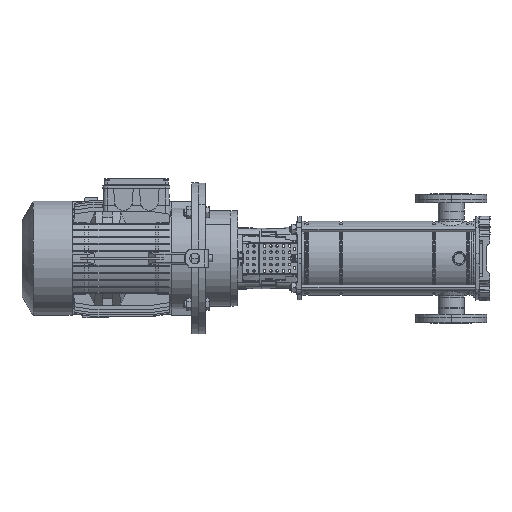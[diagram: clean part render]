
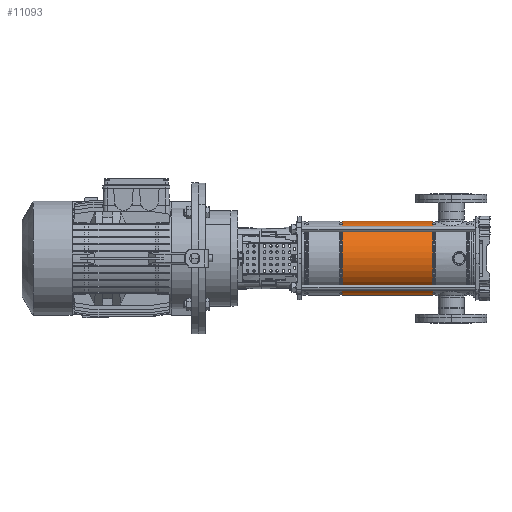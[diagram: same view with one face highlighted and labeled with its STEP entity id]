
A CAD part, left-side view. The second image highlights one B-rep face of the part: STEP entity #11093.
In plain terms, the highlighted cylindrical face has radius 85.9 mm (diameter 171.8 mm), a partial arc.
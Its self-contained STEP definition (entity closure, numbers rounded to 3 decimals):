
#1591 = CARTESIAN_POINT ( 'NONE',  ( 0., 0., 0. ) ) ;
#2078 = DIRECTION ( 'NONE',  ( -1., 0., 0. ) ) ;
#5525 = EDGE_CURVE ( 'NONE', #12113, #26286, #7519, .T. ) ;
#7519 = LINE ( 'NONE', #81668, #95636 ) ;
#11093 = ADVANCED_FACE ( 'NONE', ( #38723 ), #68422, .T. ) ;
#12113 = VERTEX_POINT ( 'NONE', #58157 ) ;
#12952 = CARTESIAN_POINT ( 'NONE',  ( 85.9, 0., 93.897 ) ) ;
#13292 = DIRECTION ( 'NONE',  ( 0., 0., -1. ) ) ;
#13938 = ORIENTED_EDGE ( 'NONE', *, *, #24904, .F. ) ;
#14097 = VECTOR ( 'NONE', #52333, 1000. ) ;
#16162 = LINE ( 'NONE', #67889, #14097 ) ;
#20120 = CIRCLE ( 'NONE', #62182, 85.9 ) ;
#24904 = EDGE_CURVE ( 'NONE', #49760, #75753, #16162, .T. ) ;
#26286 = VERTEX_POINT ( 'NONE', #80644 ) ;
#36014 = CIRCLE ( 'NONE', #43799, 85.9 ) ;
#37319 = DIRECTION ( 'NONE',  ( 0., 0., -1. ) ) ;
#38723 = FACE_OUTER_BOUND ( 'NONE', #42884, .T. ) ;
#41183 = DIRECTION ( 'NONE',  ( 0., 0., -1. ) ) ;
#41202 = CARTESIAN_POINT ( 'NONE',  ( 0., 0., 303.103 ) ) ;
#41513 = EDGE_CURVE ( 'NONE', #49760, #12113, #20120, .T. ) ;
#42884 = EDGE_LOOP ( 'NONE', ( #13938, #87632, #88941, #79999 ) ) ;
#43799 = AXIS2_PLACEMENT_3D ( 'NONE', #72766, #41183, #49447 ) ;
#45603 = CARTESIAN_POINT ( 'NONE',  ( 85.9, 0., 303.103 ) ) ;
#48011 = AXIS2_PLACEMENT_3D ( 'NONE', #1591, #60165, #2078 ) ;
#49447 = DIRECTION ( 'NONE',  ( -1., 0., 0. ) ) ;
#49760 = VERTEX_POINT ( 'NONE', #45603 ) ;
#52333 = DIRECTION ( 'NONE',  ( 0., 0., -1. ) ) ;
#58157 = CARTESIAN_POINT ( 'NONE',  ( -85.9, 0., 303.103 ) ) ;
#60165 = DIRECTION ( 'NONE',  ( 0., 0., -1. ) ) ;
#62182 = AXIS2_PLACEMENT_3D ( 'NONE', #41202, #13292, #72788 ) ;
#67889 = CARTESIAN_POINT ( 'NONE',  ( 85.9, 0., 0. ) ) ;
#68422 = CYLINDRICAL_SURFACE ( 'NONE', #48011, 85.9 ) ;
#72766 = CARTESIAN_POINT ( 'NONE',  ( 0., 0., 93.897 ) ) ;
#72788 = DIRECTION ( 'NONE',  ( -1., 0., 0. ) ) ;
#75753 = VERTEX_POINT ( 'NONE', #12952 ) ;
#78812 = EDGE_CURVE ( 'NONE', #75753, #26286, #36014, .T. ) ;
#79999 = ORIENTED_EDGE ( 'NONE', *, *, #78812, .F. ) ;
#80644 = CARTESIAN_POINT ( 'NONE',  ( -85.9, 0., 93.897 ) ) ;
#81668 = CARTESIAN_POINT ( 'NONE',  ( -85.9, 0., 0. ) ) ;
#87632 = ORIENTED_EDGE ( 'NONE', *, *, #41513, .T. ) ;
#88941 = ORIENTED_EDGE ( 'NONE', *, *, #5525, .T. ) ;
#95636 = VECTOR ( 'NONE', #37319, 1000. ) ;
